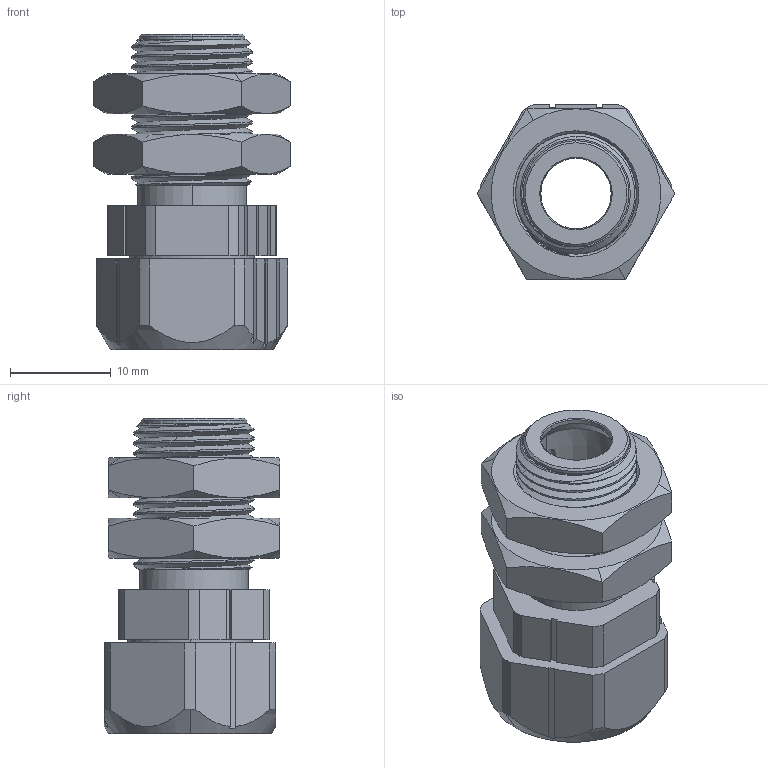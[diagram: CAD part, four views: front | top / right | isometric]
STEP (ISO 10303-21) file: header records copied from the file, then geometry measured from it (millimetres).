
FILE_DESCRIPTION((''),'2;1');
FILE_NAME('CAD-6816_SW0001','2021-01-12T10:26:04',('creinig-se'),(''),'CREO PARAMETRIC BY PTC INC, 2019292','CREO PARAMETRIC BY PTC INC, 2019292','');
FILE_SCHEMA(('CONFIG_CONTROL_DESIGN','SHAPE_APPEARANCE_LAYERS_GROUPS'));
Length unit declared in the file: millimetre
Products named in the file (1): CAD-6816_SW0001
Bounding box: 19.63 x 17.38 x 31.3 mm (x, y, z)
Volume: 4284.9 mm3; surface area: 4981.6 mm2
Topology: 1 solids, 1 shells, 242 faces, 684 edges, 458 vertices
Faces by surface type: plane 103, cylinder 68, cone 39, bspline 18, torus 14
Entity records: 15889 total; most frequent: CARTESIAN_POINT 8076, ORIENTED_EDGE 1362, DIRECTION 1125, EDGE_CURVE 681, VERTEX_POINT 452, AXIS2_PLACEMENT_3D 417, VECTOR 291, LINE 291
